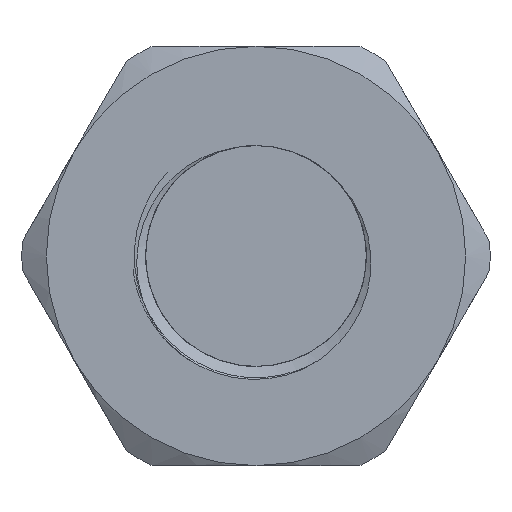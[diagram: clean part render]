
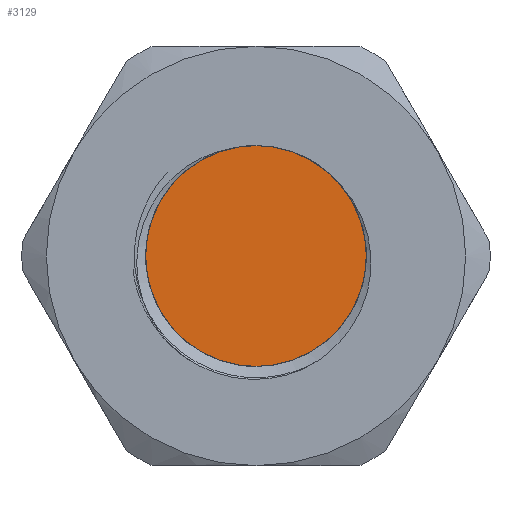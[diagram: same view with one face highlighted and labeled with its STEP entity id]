
A CAD part, left-side view. The second image highlights one B-rep face of the part: STEP entity #3129.
In plain terms, the highlighted planar face has unit normal (-1, 0, 0).
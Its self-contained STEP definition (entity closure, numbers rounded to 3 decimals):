
#1038 = VERTEX_POINT ( 'NONE', #5802 ) ;
#1066 = VERTEX_POINT ( 'NONE', #5791 ) ;
#1548 = EDGE_LOOP ( 'NONE', ( #1686, #1682 ) ) ;
#1682 = ORIENTED_EDGE ( 'NONE', *, *, #7504, .T. ) ;
#1686 = ORIENTED_EDGE ( 'NONE', *, *, #7464, .T. ) ;
#2518 = AXIS2_PLACEMENT_3D ( 'NONE', #6359, #6360, #6361 ) ;
#2690 = CIRCLE ( 'NONE', #2518, 5.85 ) ;
#2719 = CIRCLE ( 'NONE', #7612, 5.85 ) ;
#2857 = AXIS2_PLACEMENT_3D ( 'NONE', #7062, #7067, #7068 ) ;
#3129 = ADVANCED_FACE ( 'NONE', ( #4227 ), #7064, .F. ) ;
#4227 = FACE_OUTER_BOUND ( 'NONE', #1548, .T. ) ;
#5791 = CARTESIAN_POINT ( 'NONE',  ( 13.851, 0., -5.85 ) ) ;
#5802 = CARTESIAN_POINT ( 'NONE',  ( 13.851, 0., 5.85 ) ) ;
#6359 = CARTESIAN_POINT ( 'NONE',  ( 13.851, 0., 0. ) ) ;
#6360 = DIRECTION ( 'NONE',  ( -1., 0., 0. ) ) ;
#6361 = DIRECTION ( 'NONE',  ( 0., 0., -1. ) ) ;
#6585 = CARTESIAN_POINT ( 'NONE',  ( 13.851, 0., 0. ) ) ;
#6586 = DIRECTION ( 'NONE',  ( -1., 0., 0. ) ) ;
#6587 = DIRECTION ( 'NONE',  ( 0., 0., -1. ) ) ;
#7062 = CARTESIAN_POINT ( 'NONE',  ( 13.851, 7.692, 0. ) ) ;
#7064 = PLANE ( 'NONE',  #2857 ) ;
#7067 = DIRECTION ( 'NONE',  ( 1., 0., 0. ) ) ;
#7068 = DIRECTION ( 'NONE',  ( 0., 0., -1. ) ) ;
#7464 = EDGE_CURVE ( 'NONE', #1038, #1066, #2690, .T. ) ;
#7504 = EDGE_CURVE ( 'NONE', #1066, #1038, #2719, .T. ) ;
#7612 = AXIS2_PLACEMENT_3D ( 'NONE', #6585, #6586, #6587 ) ;
